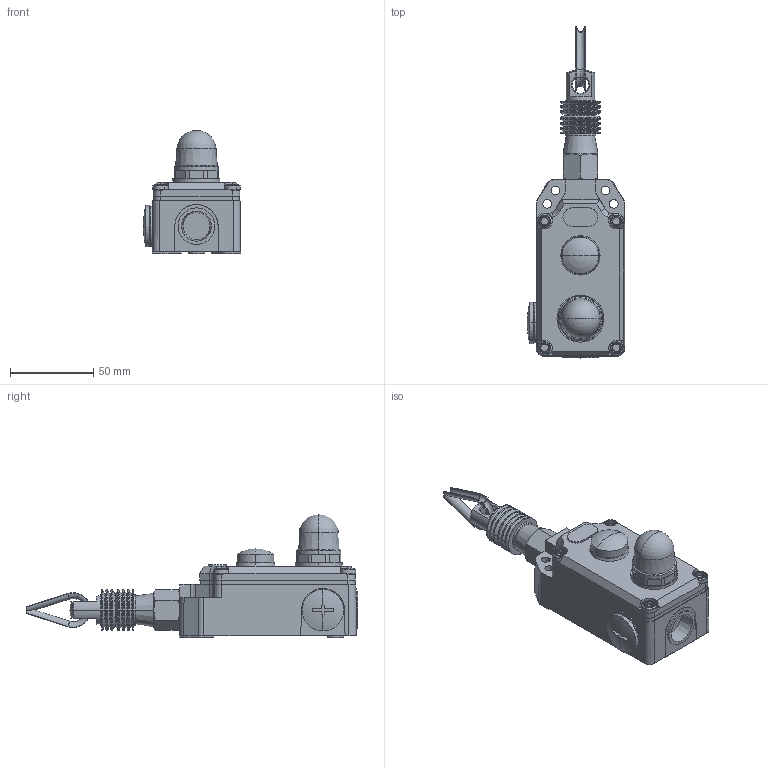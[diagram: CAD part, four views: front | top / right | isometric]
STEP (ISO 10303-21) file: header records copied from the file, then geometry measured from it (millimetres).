
FILE_DESCRIPTION(('STEP AP214'),'1');
FILE_NAME('cctmp_BC6034F4-F43D-4AF7-9FDC-9C172B7BCA93_2023_07_21_12_43_46_0976..stp','2023-07-21T10:43:47',('SIEMENS A&D'),('CADClick - www.CADClick.com'),'Spatial InterOp 3D postprocessed',' ','unknown authorization');
FILE_SCHEMA(('AUTOMOTIVE_DESIGN'));
Length unit declared in the file: millimetre
Products named in the file (3): cc_unnamed; 2023_07_21_12_43_46_0944; 2023_07_21_12_43_46_0940
Assembly tree (2 placements, depth 2):
  cc_unnamed
    2023_07_21_12_43_46_0944
    2023_07_21_12_43_46_0940
Bounding box: 58.45 x 199.36 x 74 mm (x, y, z)
Volume: 245477.2 mm3; surface area: 41884.4 mm2
Topology: 2 solids, 7 shells, 580 faces, 1460 edges, 923 vertices
Faces by surface type: plane 235, cylinder 171, torus 86, cone 74, sphere 14
Entity records: 19649 total; most frequent: CARTESIAN_POINT 3515, DIRECTION 3185, ORIENTED_EDGE 2908, EDGE_CURVE 1454, AXIS2_PLACEMENT_3D 1225, VERTEX_POINT 923, LINE 735, VECTOR 735
